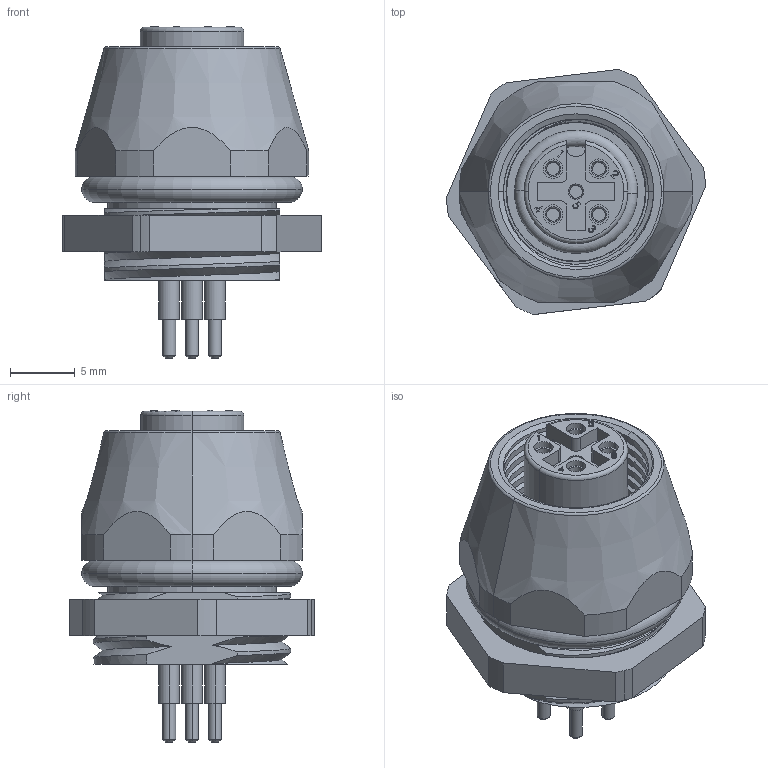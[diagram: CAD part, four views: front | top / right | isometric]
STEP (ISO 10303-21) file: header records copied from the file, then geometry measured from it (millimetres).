
FILE_DESCRIPTION (( 'STEP AP203' ), '1' );
FILE_NAME ('FEK521-P.STEP', '2019-03-13T02:44:45', ( 'User' ), ( 'china' ), 'SwSTEP 2.0', 'SolidWorks 2012', '' );
FILE_SCHEMA (( 'CONFIG_CONTROL_DESIGN' ));
Length unit declared in the file: millimetre
Products named in the file (8): FEK521-P; M12-PCB插孔（法兰用）; O型圈; M12-Pg9綴坶踡蹟譫; O型圈-9X1; O型圈-15X2; M12-A扣5芯孔座（法兰用）; M12-Pg9謂釱綴坶踡楊擘
Assembly tree (11 placements, depth 2):
  FEK521-P
    M12-Pg9謂釱綴坶踡楊擘
    M12-A扣5芯孔座（法兰用）
    O型圈-15X2
    O型圈-9X1
    M12-Pg9綴坶踡蹟譫
    O型圈
    M12-PCB插孔（法兰用）  x5
Bounding box: 19.98 x 18.9 x 25.6 mm (x, y, z)
Volume: 2905.3 mm3; surface area: 4744.3 mm2
Topology: 11 solids, 11 shells, 490 faces, 1204 edges, 787 vertices
Faces by surface type: plane 200, cylinder 189, bspline 47, torus 27, cone 27
Entity records: 16342 total; most frequent: CARTESIAN_POINT 7542, ORIENTED_EDGE 1704, DIRECTION 1561, EDGE_CURVE 852, AXIS2_PLACEMENT_3D 580, VERTEX_POINT 555, VECTOR 401, LINE 401
